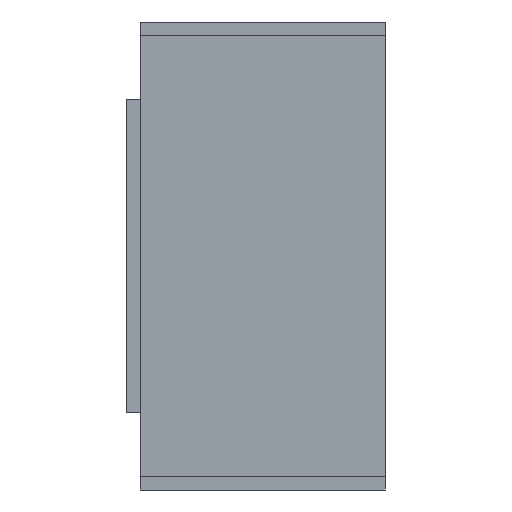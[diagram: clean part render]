
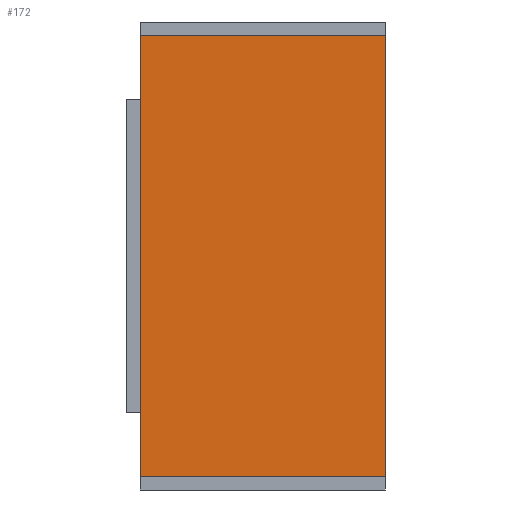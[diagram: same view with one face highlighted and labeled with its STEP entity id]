
A CAD part, left-side view. The second image highlights one B-rep face of the part: STEP entity #172.
In plain terms, the highlighted planar face has unit normal (-1, 0, 0).
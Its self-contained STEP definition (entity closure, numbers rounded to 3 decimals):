
#15 = CARTESIAN_POINT ( 'NONE',  ( -1.65, 0., 0.8 ) ) ;
#16 = VERTEX_POINT ( 'NONE', #15 ) ;
#65 = CARTESIAN_POINT ( 'NONE',  ( -1.65, 0.89, 0.8 ) ) ;
#66 = VERTEX_POINT ( 'NONE', #65 ) ;
#73 = CARTESIAN_POINT ( 'NONE',  ( -1.65, 0.84, 0.8 ) ) ;
#74 = DIRECTION ( 'NONE',  ( 0., -1., 0. ) ) ;
#75 = VECTOR ( 'NONE', #74, 1000. ) ;
#76 = LINE ( 'NONE', #73, #75 ) ;
#77 = EDGE_CURVE ( 'NONE', #66, #16, #76, .T. ) ;
#87 = CARTESIAN_POINT ( 'NONE',  ( -1.65, 0., -0.8 ) ) ;
#88 = VERTEX_POINT ( 'NONE', #87 ) ;
#104 = CARTESIAN_POINT ( 'NONE',  ( -1.65, 0., 0.8 ) ) ;
#105 = DIRECTION ( 'NONE',  ( 0., 0., -1. ) ) ;
#106 = VECTOR ( 'NONE', #105, 1000. ) ;
#107 = LINE ( 'NONE', #104, #106 ) ;
#108 = EDGE_CURVE ( 'NONE', #16, #88, #107, .T. ) ;
#149 = CARTESIAN_POINT ( 'NONE',  ( -1.65, 0.89, -0.8 ) ) ;
#150 = VERTEX_POINT ( 'NONE', #149 ) ;
#151 = CARTESIAN_POINT ( 'NONE',  ( -1.65, 0.84, -0.8 ) ) ;
#152 = DIRECTION ( 'NONE',  ( 0., -1., 0. ) ) ;
#153 = VECTOR ( 'NONE', #152, 1000. ) ;
#154 = LINE ( 'NONE', #151, #153 ) ;
#155 = EDGE_CURVE ( 'NONE', #150, #88, #154, .T. ) ;
#156 = ORIENTED_EDGE ( 'NONE', *, *, #155, .T. ) ;
#157 = ORIENTED_EDGE ( 'NONE', *, *, #108, .F. ) ;
#158 = ORIENTED_EDGE ( 'NONE', *, *, #77, .F. ) ;
#159 = CARTESIAN_POINT ( 'NONE',  ( -1.65, 0.89, 0.8 ) ) ;
#160 = DIRECTION ( 'NONE',  ( 0., 0., -1. ) ) ;
#161 = VECTOR ( 'NONE', #160, 1000. ) ;
#162 = LINE ( 'NONE', #159, #161 ) ;
#163 = EDGE_CURVE ( 'NONE', #66, #150, #162, .T. ) ;
#164 = ORIENTED_EDGE ( 'NONE', *, *, #163, .T. ) ;
#165 = EDGE_LOOP ( 'NONE', ( #156, #157, #158, #164 ) ) ;
#166 = FACE_OUTER_BOUND ( 'NONE', #165, .T. ) ;
#167 = CARTESIAN_POINT ( 'NONE',  ( -1.65, 0.84, 0.8 ) ) ;
#168 = DIRECTION ( 'NONE',  ( 1., 0., 0. ) ) ;
#169 = DIRECTION ( 'NONE',  ( 0., 0., -1. ) ) ;
#170 = AXIS2_PLACEMENT_3D ( 'NONE', #167, #168, #169 ) ;
#171 = PLANE ( 'NONE', #170 ) ;
#172 = ADVANCED_FACE ( 'NONE', ( #166 ), #171, .F. ) ;
